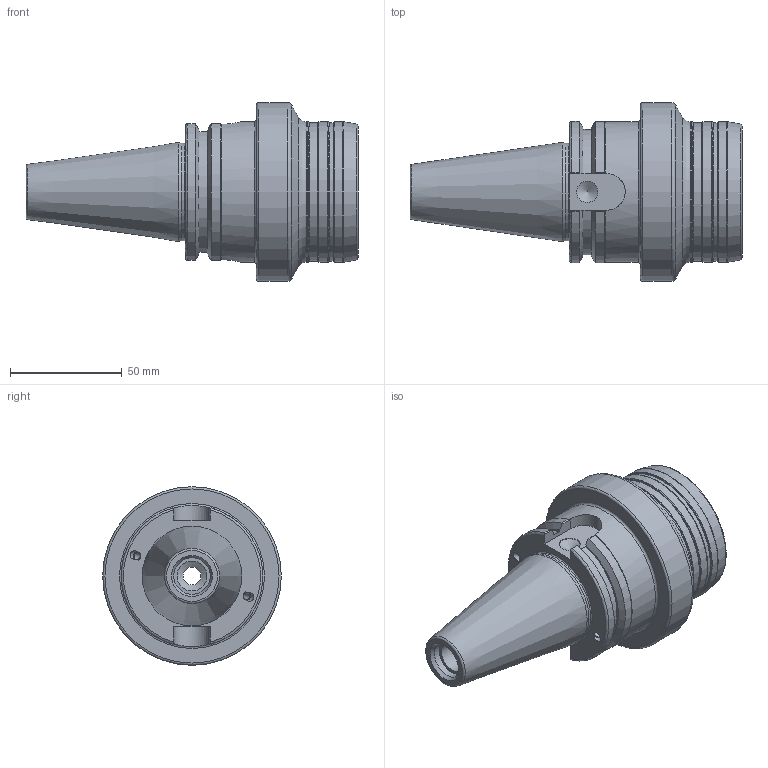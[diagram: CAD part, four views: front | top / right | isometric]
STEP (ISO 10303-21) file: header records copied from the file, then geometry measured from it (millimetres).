
FILE_DESCRIPTION(/* description */ (''),/* implementation_level */ '2;1');
FILE_NAME(/* name */ 'WK086.stp',/* time_stamp */ '2021-02-25T13:22:51+09:00',/* author */ ('eos'),/* organization */ (''),/* preprocessor_version */ 'ST-DEVELOPER v18.1',/* originating_system */ 'Autodesk Inventor 2020',/* authorisation */ '');
FILE_SCHEMA (('AUTOMOTIVE_DESIGN { 1 0 10303 214 3 1 1 }'));
Length unit declared in the file: millimetre
Products named in the file (1): CAT50
Bounding box: 148.75 x 80 x 80 mm (x, y, z)
Volume: 272897 mm3; surface area: 42926.3 mm2
Topology: 1 solids, 1 shells, 105 faces, 337 edges, 238 vertices
Faces by surface type: plane 30, cylinder 28, torus 28, cone 19
Full cylindrical faces by diameter (mm): 3.242 x2, 4 x2, 8 x1, 9.525 x1, 13.386 x1, 14.917 x1, 16.3 x1, 32 x1, 43.6 x1, 62 x2, 63 x4, 80 x1
Entity records: 4140 total; most frequent: CARTESIAN_POINT 1024, DIRECTION 679, ORIENTED_EDGE 672, EDGE_CURVE 336, AXIS2_PLACEMENT_3D 295, VERTEX_POINT 238, CIRCLE 185, EDGE_LOOP 116
